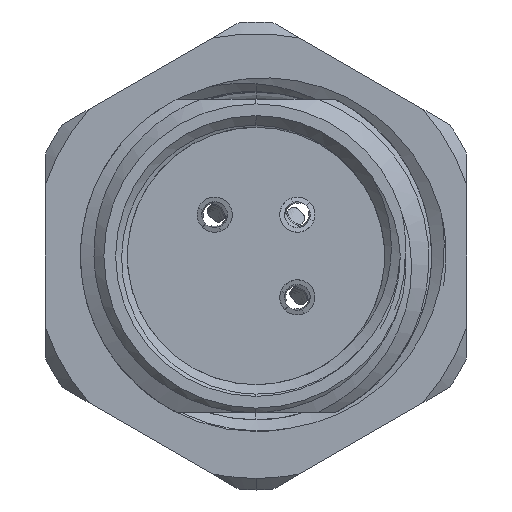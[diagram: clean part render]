
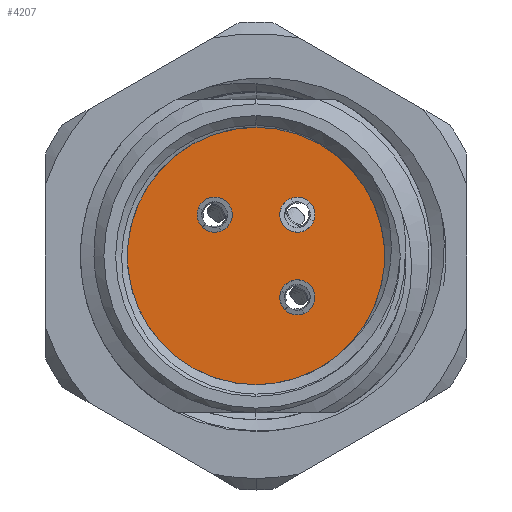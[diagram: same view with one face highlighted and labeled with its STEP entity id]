
A CAD part, left-side view. The second image highlights one B-rep face of the part: STEP entity #4207.
In plain terms, the highlighted face is planar.
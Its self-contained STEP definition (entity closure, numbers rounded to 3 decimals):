
#96 = VERTEX_POINT ( 'NONE', #11739 ) ;
#345 = CARTESIAN_POINT ( 'NONE',  ( 9.2, 1.768, -1.768 ) ) ;
#927 = EDGE_CURVE ( 'NONE', #5396, #96, #6627, .T. ) ;
#965 = EDGE_CURVE ( 'NONE', #8255, #5494, #11329, .T. ) ;
#1243 = ORIENTED_EDGE ( 'NONE', *, *, #3450, .F. ) ;
#1307 = ORIENTED_EDGE ( 'NONE', *, *, #13191, .T. ) ;
#1349 = DIRECTION ( 'NONE',  ( 0., 0., -1. ) ) ;
#1355 = ORIENTED_EDGE ( 'NONE', *, *, #10585, .T. ) ;
#1383 = EDGE_LOOP ( 'NONE', ( #1307, #1355 ) ) ;
#1527 = CARTESIAN_POINT ( 'NONE',  ( 9.2, -1.768, 1.768 ) ) ;
#1560 = VERTEX_POINT ( 'NONE', #12155 ) ;
#1808 = DIRECTION ( 'NONE',  ( 0., 0., -1. ) ) ;
#2019 = CARTESIAN_POINT ( 'NONE',  ( 9.2, -1.768, -1.768 ) ) ;
#2152 = CIRCLE ( 'NONE', #7990, 6. ) ;
#2492 = CIRCLE ( 'NONE', #2778, 0.75 ) ;
#2504 = DIRECTION ( 'NONE',  ( 0., 0., -1. ) ) ;
#2513 = DIRECTION ( 'NONE',  ( 1., 0., 0. ) ) ;
#2778 = AXIS2_PLACEMENT_3D ( 'NONE', #11541, #8210, #1808 ) ;
#2862 = DIRECTION ( 'NONE',  ( 1., 0., 0. ) ) ;
#2996 = FACE_BOUND ( 'NONE', #12870, .T. ) ;
#3155 = VERTEX_POINT ( 'NONE', #4939 ) ;
#3247 = CARTESIAN_POINT ( 'NONE',  ( 9.2, -1.768, -1.768 ) ) ;
#3450 = EDGE_CURVE ( 'NONE', #3155, #1560, #3503, .T. ) ;
#3470 = DIRECTION ( 'NONE',  ( 1., 0., 0. ) ) ;
#3503 = CIRCLE ( 'NONE', #9080, 0.75 ) ;
#3863 = DIRECTION ( 'NONE',  ( 0., 0., -1. ) ) ;
#4005 = FACE_BOUND ( 'NONE', #7932, .T. ) ;
#4207 = ADVANCED_FACE ( 'NONE', ( #4005, #2996, #8030, #7187 ), #8041, .F. ) ;
#4456 = ORIENTED_EDGE ( 'NONE', *, *, #10202, .F. ) ;
#4692 = CIRCLE ( 'NONE', #10758, 0.75 ) ;
#4728 = DIRECTION ( 'NONE',  ( 1., 0., 0. ) ) ;
#4905 = ORIENTED_EDGE ( 'NONE', *, *, #13132, .F. ) ;
#4921 = ORIENTED_EDGE ( 'NONE', *, *, #10981, .F. ) ;
#4939 = CARTESIAN_POINT ( 'NONE',  ( 9.2, -1.768, -2.518 ) ) ;
#4986 = AXIS2_PLACEMENT_3D ( 'NONE', #1527, #4728, #2504 ) ;
#5122 = VERTEX_POINT ( 'NONE', #5708 ) ;
#5326 = CIRCLE ( 'NONE', #13255, 0.75 ) ;
#5396 = VERTEX_POINT ( 'NONE', #5644 ) ;
#5481 = CARTESIAN_POINT ( 'NONE',  ( 9.2, 0., -6. ) ) ;
#5493 = DIRECTION ( 'NONE',  ( 1., 0., 0. ) ) ;
#5494 = VERTEX_POINT ( 'NONE', #9937 ) ;
#5644 = CARTESIAN_POINT ( 'NONE',  ( 9.2, -1.768, 1.018 ) ) ;
#5708 = CARTESIAN_POINT ( 'NONE',  ( 9.2, 0., 6. ) ) ;
#5714 = DIRECTION ( 'NONE',  ( 0., 0., -1. ) ) ;
#6287 = AXIS2_PLACEMENT_3D ( 'NONE', #7188, #10417, #8419 ) ;
#6344 = DIRECTION ( 'NONE',  ( 0., 0., -1. ) ) ;
#6627 = CIRCLE ( 'NONE', #4986, 0.75 ) ;
#6722 = DIRECTION ( 'NONE',  ( 0., 0., -1. ) ) ;
#6753 = ORIENTED_EDGE ( 'NONE', *, *, #965, .F. ) ;
#6948 = VERTEX_POINT ( 'NONE', #5481 ) ;
#7187 = FACE_OUTER_BOUND ( 'NONE', #1383, .T. ) ;
#7188 = CARTESIAN_POINT ( 'NONE',  ( 9.2, 4.5, 0. ) ) ;
#7885 = CARTESIAN_POINT ( 'NONE',  ( 9.2, -1.768, 1.768 ) ) ;
#7932 = EDGE_LOOP ( 'NONE', ( #9777, #4921 ) ) ;
#7990 = AXIS2_PLACEMENT_3D ( 'NONE', #8162, #2862, #10394 ) ;
#8030 = FACE_BOUND ( 'NONE', #12980, .T. ) ;
#8041 = PLANE ( 'NONE',  #6287 ) ;
#8162 = CARTESIAN_POINT ( 'NONE',  ( 9.2, 0., 0. ) ) ;
#8210 = DIRECTION ( 'NONE',  ( 1., 0., 0. ) ) ;
#8255 = VERTEX_POINT ( 'NONE', #12708 ) ;
#8419 = DIRECTION ( 'NONE',  ( 0., 0., 1. ) ) ;
#9080 = AXIS2_PLACEMENT_3D ( 'NONE', #3247, #5493, #1349 ) ;
#9227 = CARTESIAN_POINT ( 'NONE',  ( 9.2, 0., 0. ) ) ;
#9777 = ORIENTED_EDGE ( 'NONE', *, *, #927, .F. ) ;
#9937 = CARTESIAN_POINT ( 'NONE',  ( 9.2, 1.768, -2.518 ) ) ;
#10077 = CIRCLE ( 'NONE', #11209, 6. ) ;
#10202 = EDGE_CURVE ( 'NONE', #1560, #3155, #4692, .T. ) ;
#10394 = DIRECTION ( 'NONE',  ( 0., 0., -1. ) ) ;
#10417 = DIRECTION ( 'NONE',  ( -1., 0., 0. ) ) ;
#10585 = EDGE_CURVE ( 'NONE', #5122, #6948, #10077, .T. ) ;
#10696 = DIRECTION ( 'NONE',  ( 1., 0., 0. ) ) ;
#10758 = AXIS2_PLACEMENT_3D ( 'NONE', #2019, #10696, #6344 ) ;
#10981 = EDGE_CURVE ( 'NONE', #96, #5396, #5326, .T. ) ;
#11209 = AXIS2_PLACEMENT_3D ( 'NONE', #9227, #11246, #3863 ) ;
#11246 = DIRECTION ( 'NONE',  ( 1., 0., 0. ) ) ;
#11329 = CIRCLE ( 'NONE', #12807, 0.75 ) ;
#11541 = CARTESIAN_POINT ( 'NONE',  ( 9.2, 1.768, -1.768 ) ) ;
#11739 = CARTESIAN_POINT ( 'NONE',  ( 9.2, -1.768, 2.518 ) ) ;
#12155 = CARTESIAN_POINT ( 'NONE',  ( 9.2, -1.768, -1.018 ) ) ;
#12708 = CARTESIAN_POINT ( 'NONE',  ( 9.2, 1.768, -1.018 ) ) ;
#12807 = AXIS2_PLACEMENT_3D ( 'NONE', #345, #3470, #5714 ) ;
#12870 = EDGE_LOOP ( 'NONE', ( #1243, #4456 ) ) ;
#12980 = EDGE_LOOP ( 'NONE', ( #4905, #6753 ) ) ;
#13132 = EDGE_CURVE ( 'NONE', #5494, #8255, #2492, .T. ) ;
#13191 = EDGE_CURVE ( 'NONE', #6948, #5122, #2152, .T. ) ;
#13255 = AXIS2_PLACEMENT_3D ( 'NONE', #7885, #2513, #6722 ) ;
